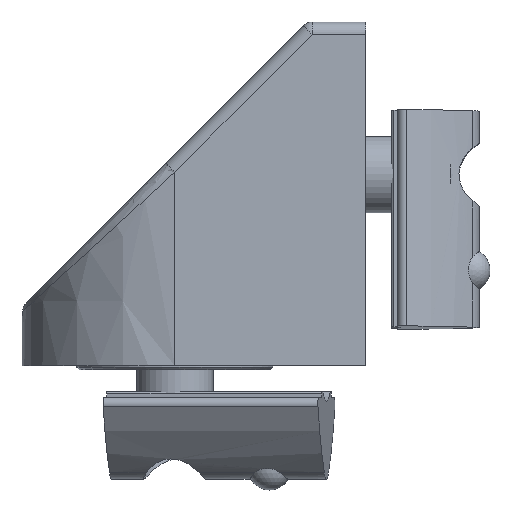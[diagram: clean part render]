
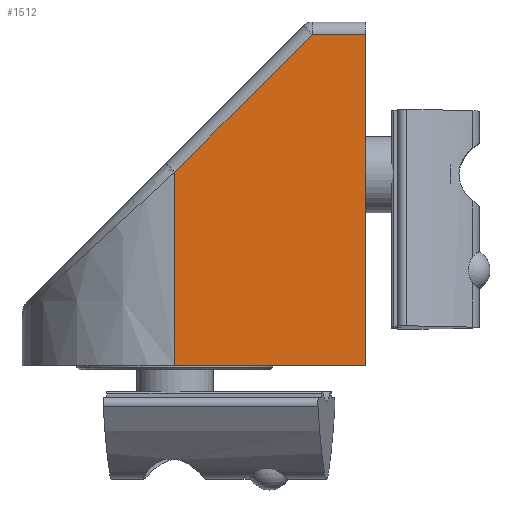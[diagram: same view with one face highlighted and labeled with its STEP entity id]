
A CAD part, front view. The second image highlights one B-rep face of the part: STEP entity #1512.
In plain terms, the highlighted planar face has unit normal (0, -1, 0.009).
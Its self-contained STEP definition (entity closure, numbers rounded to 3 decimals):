
#73=PLANE('',#1716);
#144=LINE('',#2679,#246);
#148=LINE('',#2709,#250);
#157=LINE('',#2723,#259);
#158=LINE('',#2725,#260);
#159=LINE('',#2726,#261);
#246=VECTOR('',#1905,1000.);
#250=VECTOR('',#1935,1000.);
#259=VECTOR('',#1950,1000.);
#260=VECTOR('',#1951,1000.);
#261=VECTOR('',#1952,1000.);
#384=FACE_OUTER_BOUND('',#469,.T.);
#469=EDGE_LOOP('',(#1083,#1084,#1085,#1086,#1087));
#660=VERTEX_POINT('',#2377);
#664=VERTEX_POINT('',#2677);
#676=VERTEX_POINT('',#2706);
#677=VERTEX_POINT('',#2708);
#680=VERTEX_POINT('',#2724);
#822=EDGE_CURVE('',#660,#664,#144,.T.);
#836=EDGE_CURVE('',#677,#676,#148,.T.);
#845=EDGE_CURVE('',#664,#677,#157,.T.);
#846=EDGE_CURVE('',#676,#680,#158,.T.);
#847=EDGE_CURVE('',#680,#660,#159,.T.);
#1083=ORIENTED_EDGE('',*,*,#822,.T.);
#1084=ORIENTED_EDGE('',*,*,#845,.T.);
#1085=ORIENTED_EDGE('',*,*,#836,.T.);
#1086=ORIENTED_EDGE('',*,*,#846,.T.);
#1087=ORIENTED_EDGE('',*,*,#847,.T.);
#1512=ADVANCED_FACE('',(#384),#73,.T.);
#1716=AXIS2_PLACEMENT_3D('',#2722,#1948,#1949);
#1905=DIRECTION('',(0.,-0.009,-1.));
#1935=DIRECTION('',(0.,0.009,1.));
#1948=DIRECTION('center_axis',(0.,-1.,
0.009));
#1949=DIRECTION('ref_axis',(0.,-0.009,
-1.));
#1950=DIRECTION('',(1.,0.,0.));
#1951=DIRECTION('',(-1.,0.,0.));
#1952=DIRECTION('',(-0.707,-0.006,-0.707));
#2377=CARTESIAN_POINT('',(-45.756,-29.249,-2.789));
#2677=CARTESIAN_POINT('',(-45.756,-29.382,-18.));
#2679=CARTESIAN_POINT('',(-45.756,-29.382,-18.));
#2706=CARTESIAN_POINT('',(-30.756,-29.155,8.009));
#2708=CARTESIAN_POINT('',(-30.756,-29.382,-18.));
#2709=CARTESIAN_POINT('',(-30.756,-29.382,-18.));
#2722=CARTESIAN_POINT('Origin',(-30.756,-29.382,-18.));
#2723=CARTESIAN_POINT('',(-30.756,-29.382,-18.));
#2724=CARTESIAN_POINT('',(-34.958,-29.155,8.009));
#2725=CARTESIAN_POINT('',(-30.756,-29.155,8.009));
#2726=CARTESIAN_POINT('',(-34.958,-29.155,8.009));
